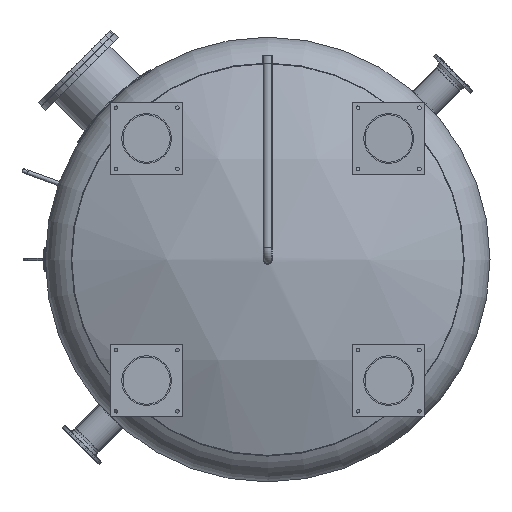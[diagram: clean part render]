
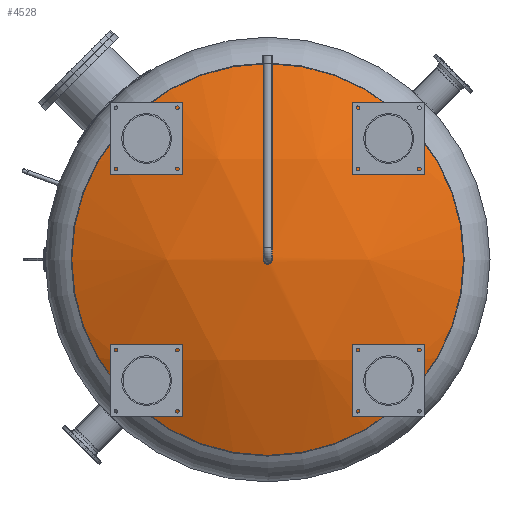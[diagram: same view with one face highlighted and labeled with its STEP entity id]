
A CAD part, front view. The second image highlights one B-rep face of the part: STEP entity #4528.
In plain terms, the highlighted spherical face has radius 2910.3 mm.
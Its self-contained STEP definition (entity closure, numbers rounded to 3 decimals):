
#410=FACE_BOUND('',#869,.T.);
#593=SPHERICAL_SURFACE('',#5287,2910.3);
#620=FACE_OUTER_BOUND('',#868,.T.);
#868=EDGE_LOOP('',(#3135,#3136));
#869=EDGE_LOOP('',(#3137));
#1772=CIRCLE('',#5278,30.15);
#1774=CIRCLE('',#5281,1281.982);
#1775=CIRCLE('',#5282,1281.982);
#2067=VERTEX_POINT('',#7359);
#2069=VERTEX_POINT('',#7365);
#2070=VERTEX_POINT('',#7366);
#2495=EDGE_CURVE('',#2067,#2067,#1772,.T.);
#2498=EDGE_CURVE('',#2069,#2070,#1774,.T.);
#2499=EDGE_CURVE('',#2070,#2069,#1775,.T.);
#3135=ORIENTED_EDGE('',*,*,#2498,.T.);
#3136=ORIENTED_EDGE('',*,*,#2499,.T.);
#3137=ORIENTED_EDGE('',*,*,#2495,.T.);
#4528=ADVANCED_FACE('',(#620,#410),#593,.T.);
#5278=AXIS2_PLACEMENT_3D('',#7360,#5920,#5921);
#5281=AXIS2_PLACEMENT_3D('',#7367,#5927,#5928);
#5282=AXIS2_PLACEMENT_3D('',#7368,#5929,#5930);
#5287=AXIS2_PLACEMENT_3D('',#7376,#5939,#5940);
#5920=DIRECTION('center_axis',(0.,-1.,0.));
#5921=DIRECTION('ref_axis',(1.,0.,0.));
#5927=DIRECTION('center_axis',(0.,1.,0.));
#5928=DIRECTION('ref_axis',(-1.,0.,0.));
#5929=DIRECTION('center_axis',(0.,1.,0.));
#5930=DIRECTION('ref_axis',(-1.,0.,0.));
#5939=DIRECTION('center_axis',(0.,0.,1.));
#5940=DIRECTION('ref_axis',(1.,0.,0.));
#7359=CARTESIAN_POINT('',(-30.15,607.807,0.));
#7360=CARTESIAN_POINT('Origin',(0.,607.807,0.));
#7365=CARTESIAN_POINT('',(-1281.982,310.396,0.));
#7366=CARTESIAN_POINT('',(0.,310.396,-1281.982));
#7367=CARTESIAN_POINT('Origin',(0.,310.396,
0.));
#7368=CARTESIAN_POINT('Origin',(0.,310.396,
0.));
#7376=CARTESIAN_POINT('Origin',(0.,-2302.337,0.));
